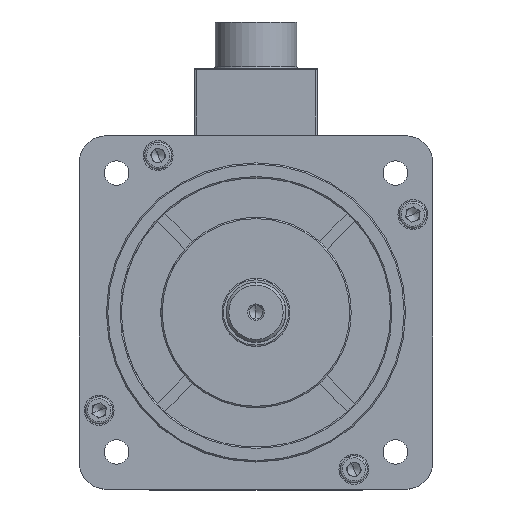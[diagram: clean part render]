
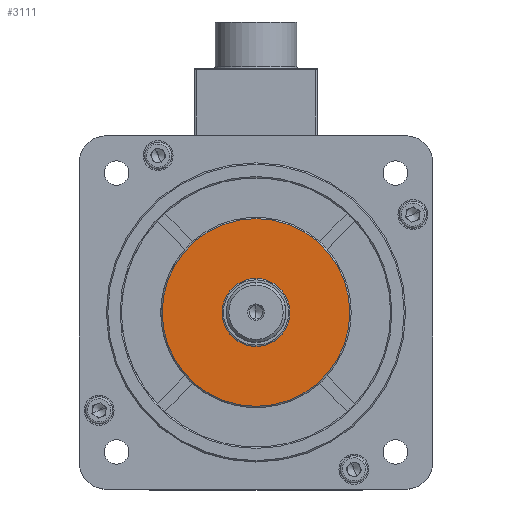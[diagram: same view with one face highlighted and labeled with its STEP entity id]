
A CAD part, top view. The second image highlights one B-rep face of the part: STEP entity #3111.
In plain terms, the highlighted planar face has unit normal (0, 0, 1).
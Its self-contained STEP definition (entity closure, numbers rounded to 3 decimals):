
#85 = VERTEX_POINT ( 'NONE', #5887 ) ;
#559 = PLANE ( 'NONE',  #14970 ) ;
#3111 = ADVANCED_FACE ( 'NONE', ( #25634 ), #559, .T. ) ;
#3279 = DIRECTION ( 'NONE',  ( 0., 0., 1. ) ) ;
#3311 = CIRCLE ( 'NONE', #32122, 34.5 ) ;
#3738 = DIRECTION ( 'NONE',  ( 0., 0., 1. ) ) ;
#4451 = ORIENTED_EDGE ( 'NONE', *, *, #30286, .T. ) ;
#5695 = CIRCLE ( 'NONE', #24699, 34.5 ) ;
#5887 = CARTESIAN_POINT ( 'NONE',  ( 235.859, 86.541, 81.207 ) ) ;
#6441 = CARTESIAN_POINT ( 'NONE',  ( 201.359, 86.541, 81.207 ) ) ;
#9146 = DIRECTION ( 'NONE',  ( 1., 0., 0. ) ) ;
#11738 = DIRECTION ( 'NONE',  ( 1., 0., 0. ) ) ;
#12397 = ORIENTED_EDGE ( 'NONE', *, *, #24050, .T. ) ;
#12536 = EDGE_LOOP ( 'NONE', ( #12397, #4451 ) ) ;
#12540 = DIRECTION ( 'NONE',  ( 1., 0., 0. ) ) ;
#14901 = DIRECTION ( 'NONE',  ( 0., 0., 1. ) ) ;
#14970 = AXIS2_PLACEMENT_3D ( 'NONE', #30519, #3279, #11738 ) ;
#16212 = CARTESIAN_POINT ( 'NONE',  ( 166.859, 86.541, 81.207 ) ) ;
#21472 = CARTESIAN_POINT ( 'NONE',  ( 201.359, 86.541, 81.207 ) ) ;
#23463 = VERTEX_POINT ( 'NONE', #16212 ) ;
#24050 = EDGE_CURVE ( 'NONE', #23463, #85, #5695, .T. ) ;
#24699 = AXIS2_PLACEMENT_3D ( 'NONE', #21472, #14901, #12540 ) ;
#25634 = FACE_OUTER_BOUND ( 'NONE', #12536, .T. ) ;
#30286 = EDGE_CURVE ( 'NONE', #85, #23463, #3311, .T. ) ;
#30519 = CARTESIAN_POINT ( 'NONE',  ( 201.359, 86.541, 81.207 ) ) ;
#32122 = AXIS2_PLACEMENT_3D ( 'NONE', #6441, #3738, #9146 ) ;
